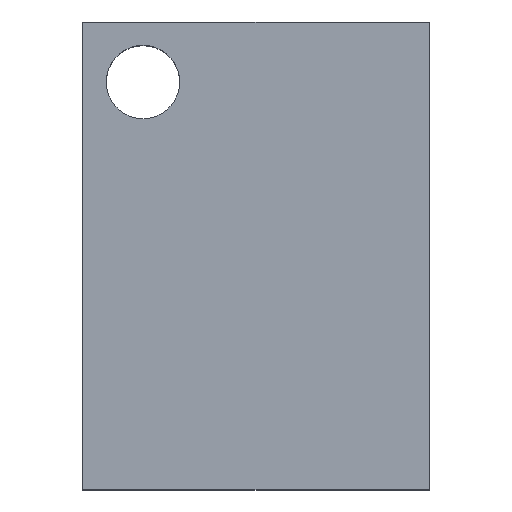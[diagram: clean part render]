
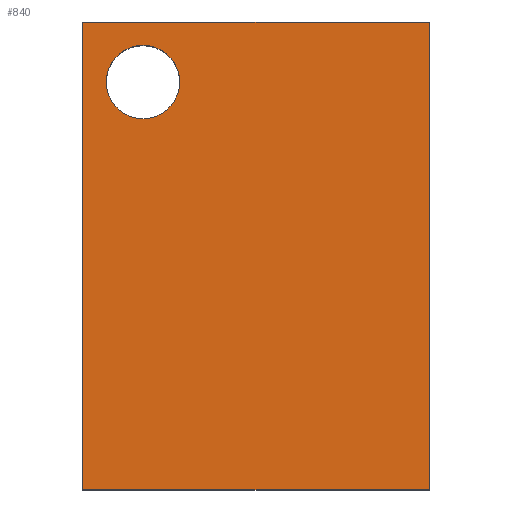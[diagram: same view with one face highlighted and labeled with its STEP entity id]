
A CAD part, top view. The second image highlights one B-rep face of the part: STEP entity #840.
In plain terms, the highlighted planar face has unit normal (0, 0, 1).
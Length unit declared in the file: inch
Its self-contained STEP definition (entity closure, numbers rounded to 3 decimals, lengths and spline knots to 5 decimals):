
#73=DIRECTION('',(0.,-1.,0.));
#74=VECTOR('',#73,2.188);
#75=CARTESIAN_POINT('',(0.,0.,1.25));
#76=LINE('',#75,#74);
#77=DIRECTION('',(-1.,0.,0.));
#78=VECTOR('',#77,1.62);
#79=CARTESIAN_POINT('',(1.62,0.,1.25));
#80=LINE('',#79,#78);
#81=DIRECTION('',(0.,1.,0.));
#82=VECTOR('',#81,2.188);
#83=CARTESIAN_POINT('',(1.62,-2.188,1.25));
#84=LINE('',#83,#82);
#85=DIRECTION('',(1.,0.,0.));
#86=VECTOR('',#85,1.62);
#87=CARTESIAN_POINT('',(0.,-2.188,1.25));
#88=LINE('',#87,#86);
#89=CARTESIAN_POINT('',(0.281,-0.281,1.25));
#90=DIRECTION('',(0.,0.,1.));
#91=DIRECTION('',(0.,1.,0.));
#92=AXIS2_PLACEMENT_3D('',#89,#90,#91);
#94=CARTESIAN_POINT('',(0.281,-0.281,1.25));
#95=DIRECTION('',(0.,0.,1.));
#96=DIRECTION('',(0.,-1.,0.));
#97=AXIS2_PLACEMENT_3D('',#94,#95,#96);
#609=CARTESIAN_POINT('',(0.,0.,1.25));
#610=CARTESIAN_POINT('',(0.,-2.188,1.25));
#611=VERTEX_POINT('',#609);
#612=VERTEX_POINT('',#610);
#613=CARTESIAN_POINT('',(1.62,-2.188,1.25));
#614=VERTEX_POINT('',#613);
#615=CARTESIAN_POINT('',(1.62,0.,1.25));
#616=VERTEX_POINT('',#615);
#621=CARTESIAN_POINT('',(0.281,-0.109,1.25));
#622=CARTESIAN_POINT('',(0.281,-0.453,1.25));
#623=VERTEX_POINT('',#621);
#624=VERTEX_POINT('',#622);
#823=CARTESIAN_POINT('',(0.,0.,1.25));
#824=DIRECTION('',(0.,0.,1.));
#825=DIRECTION('',(1.,0.,0.));
#826=AXIS2_PLACEMENT_3D('',#823,#824,#825);
#827=PLANE('',#826);
#828=ORIENTED_EDGE('',*,*,#757,.F.);
#829=ORIENTED_EDGE('',*,*,#778,.F.);
#830=ORIENTED_EDGE('',*,*,#798,.F.);
#831=ORIENTED_EDGE('',*,*,#811,.F.);
#832=EDGE_LOOP('',(#828,#829,#830,#831));
#833=FACE_OUTER_BOUND('',#832,.F.);
#835=ORIENTED_EDGE('',*,*,#834,.T.);
#837=ORIENTED_EDGE('',*,*,#836,.T.);
#838=EDGE_LOOP('',(#835,#837));
#839=FACE_BOUND('',#838,.F.);
#840=ADVANCED_FACE('',(#833,#839),#827,.T.);
#93=CIRCLE('',#92,0.172);
#98=CIRCLE('',#97,0.172);
#757=EDGE_CURVE('',#611,#612,#76,.T.);
#778=EDGE_CURVE('',#616,#611,#80,.T.);
#798=EDGE_CURVE('',#614,#616,#84,.T.);
#811=EDGE_CURVE('',#612,#614,#88,.T.);
#834=EDGE_CURVE('',#623,#624,#93,.T.);
#836=EDGE_CURVE('',#624,#623,#98,.T.);
